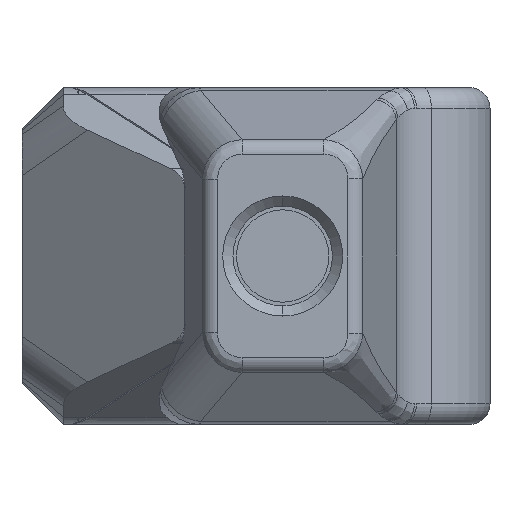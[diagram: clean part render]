
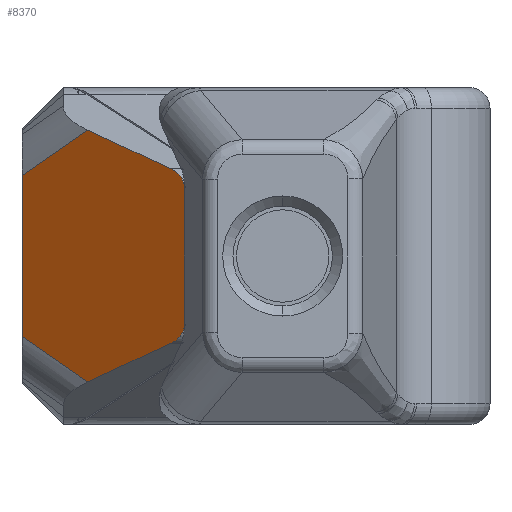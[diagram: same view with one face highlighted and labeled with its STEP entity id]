
A CAD part, left-side view. The second image highlights one B-rep face of the part: STEP entity #8370.
In plain terms, the highlighted planar face has unit normal (-0.782, 0.624, 0).
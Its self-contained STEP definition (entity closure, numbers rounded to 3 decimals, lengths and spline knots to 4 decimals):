
#1572=DIRECTION('',(0.,0.,-1.));
#1573=VECTOR('',#1572,3.987);
#1574=CARTESIAN_POINT('',(5.2324,9.1694,1.9935));
#1575=LINE('',#1574,#1573);
#1584=CARTESIAN_POINT('',(3.9392,7.5478,3.117));
#1586=DIRECTION('',(-0.548,-0.687,0.476));
#1587=VECTOR('',#1586,2.3588);
#1588=CARTESIAN_POINT('',(5.2324,9.1694,1.9935));
#1589=LINE('',#1588,#1587);
#1724=DIRECTION('',(0.586,0.735,0.341));
#1725=VECTOR('',#1724,2.8236);
#1726=CARTESIAN_POINT('',(2.2844,5.4727,2.1535));
#1727=LINE('',#1726,#1725);
#1736=CARTESIAN_POINT('',(2.032,5.1562,1.7145));
#1737=CARTESIAN_POINT('',(2.032,5.1562,1.7748));
#1738=CARTESIAN_POINT('',(2.0513,5.1803,1.8736));
#1739=CARTESIAN_POINT('',(2.1266,5.2748,2.0298));
#1740=CARTESIAN_POINT('',(2.2138,5.3842,2.1124));
#1741=CARTESIAN_POINT('',(2.2844,5.4727,2.1535));
#1757=DIRECTION('',(0.,0.,1.));
#1758=VECTOR('',#1757,3.4291);
#1759=CARTESIAN_POINT('',(2.032,5.1562,-1.7145));
#1760=LINE('',#1759,#1758);
#2607=DIRECTION('',(0.586,0.735,-0.341));
#2608=VECTOR('',#2607,2.8236);
#2609=CARTESIAN_POINT('',(2.2844,5.4727,-2.1535));
#2610=LINE('',#2609,#2608);
#2615=CARTESIAN_POINT('',(2.2844,5.4727,-2.1535));
#2616=CARTESIAN_POINT('',(2.2138,5.3842,-2.1124));
#2617=CARTESIAN_POINT('',(2.1266,5.2748,-2.0298));
#2618=CARTESIAN_POINT('',(2.0513,5.1803,-1.8736));
#2619=CARTESIAN_POINT('',(2.032,5.1562,-1.7748));
#2620=CARTESIAN_POINT('',(2.032,5.1562,-1.7145));
#2644=CARTESIAN_POINT('',(5.2324,9.1694,-1.9935));
#2646=DIRECTION('',(0.548,0.687,0.476));
#2647=VECTOR('',#2646,2.3588);
#2648=CARTESIAN_POINT('',(3.9392,7.5478,-3.117));
#2649=LINE('',#2648,#2647);
#3890=VERTEX_POINT('',#1584);
#3891=CARTESIAN_POINT('',(5.2324,9.1694,1.9935));
#3892=VERTEX_POINT('',#3891);
#3897=VERTEX_POINT('',#2644);
#3898=CARTESIAN_POINT('',(3.9392,7.5478,-3.117));
#3899=VERTEX_POINT('',#3898);
#3905=CARTESIAN_POINT('',(2.032,5.1562,1.7145));
#3907=VERTEX_POINT('',#3905);
#3908=VERTEX_POINT('',#1741);
#3913=CARTESIAN_POINT('',(2.2844,5.4727,-2.1535));
#3915=VERTEX_POINT('',#3913);
#3916=VERTEX_POINT('',#2620);
#8354=CARTESIAN_POINT('',(2.032,5.1562,4.9987));
#8355=DIRECTION('',(0.782,-0.623,0.));
#8356=DIRECTION('',(0.623,0.782,0.));
#8357=AXIS2_PLACEMENT_3D('',#8354,#8355,#8356);
#8358=PLANE('',#8357);
#8359=ORIENTED_EDGE('',*,*,#6837,.F.);
#8360=ORIENTED_EDGE('',*,*,#6857,.F.);
#8361=ORIENTED_EDGE('',*,*,#8346,.F.);
#8362=ORIENTED_EDGE('',*,*,#8335,.T.);
#8364=ORIENTED_EDGE('',*,*,#8363,.T.);
#8365=ORIENTED_EDGE('',*,*,#6609,.F.);
#8366=ORIENTED_EDGE('',*,*,#6665,.T.);
#8367=ORIENTED_EDGE('',*,*,#6820,.F.);
#8368=EDGE_LOOP('',(#8359,#8360,#8361,#8362,#8364,#8365,#8366,#8367));
#8369=FACE_OUTER_BOUND('',#8368,.F.);
#8370=ADVANCED_FACE('',(#8369),#8358,.F.);
#1742=B_SPLINE_CURVE_WITH_KNOTS('',3,(#1736,#1737,#1738,#1739,#1740,#1741),
.UNSPECIFIED.,.F.,.F.,(4,1,1,4),(0.,0.25,0.5,1.),.UNSPECIFIED.);
#2621=B_SPLINE_CURVE_WITH_KNOTS('',3,(#2615,#2616,#2617,#2618,#2619,#2620),
.UNSPECIFIED.,.F.,.F.,(4,1,1,4),(0.,0.5,0.75,1.),.UNSPECIFIED.);
#6609=EDGE_CURVE('',#3892,#3897,#1575,.T.);
#6665=EDGE_CURVE('',#3892,#3890,#1589,.T.);
#6820=EDGE_CURVE('',#3908,#3890,#1727,.T.);
#6837=EDGE_CURVE('',#3907,#3908,#1742,.T.);
#6857=EDGE_CURVE('',#3916,#3907,#1760,.T.);
#8335=EDGE_CURVE('',#3915,#3899,#2610,.T.);
#8346=EDGE_CURVE('',#3915,#3916,#2621,.T.);
#8363=EDGE_CURVE('',#3899,#3897,#2649,.T.);
